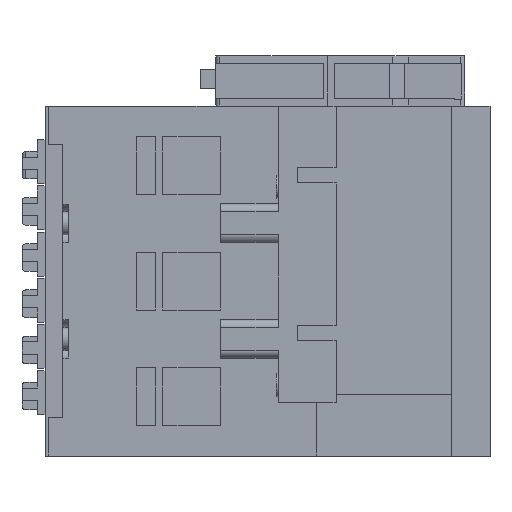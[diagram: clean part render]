
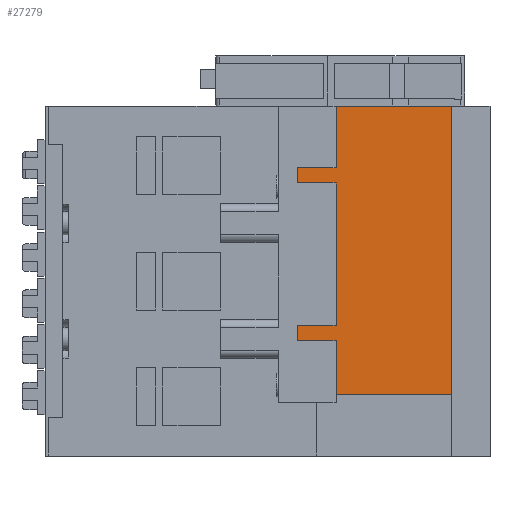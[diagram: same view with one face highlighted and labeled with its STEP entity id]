
A CAD part, front view. The second image highlights one B-rep face of the part: STEP entity #27279.
In plain terms, the highlighted planar face has unit normal (0, -1, 0).
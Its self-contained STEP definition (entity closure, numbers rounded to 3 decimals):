
#319 = EDGE_CURVE ( 'NONE', #29009, #21847, #8332, .T. ) ;
#408 = VECTOR ( 'NONE', #20413, 1000. ) ;
#1665 = ORIENTED_EDGE ( 'NONE', *, *, #1691, .T. ) ;
#1691 = EDGE_CURVE ( 'NONE', #24567, #22134, #17879, .T. ) ;
#1820 = EDGE_CURVE ( 'NONE', #11175, #8581, #5734, .T. ) ;
#2160 = DIRECTION ( 'NONE',  ( -1., 0., 0. ) ) ;
#2515 = DIRECTION ( 'NONE',  ( 0., 0., -1. ) ) ;
#2796 = LINE ( 'NONE', #25881, #10267 ) ;
#3476 = FACE_OUTER_BOUND ( 'NONE', #4428, .T. ) ;
#3831 = EDGE_CURVE ( 'NONE', #29009, #9651, #19899, .T. ) ;
#3951 = ORIENTED_EDGE ( 'NONE', *, *, #6675, .T. ) ;
#4356 = CARTESIAN_POINT ( 'NONE',  ( 14.5, -65., -15.535 ) ) ;
#4428 = EDGE_LOOP ( 'NONE', ( #9740, #24824, #1665, #22865, #4844, #17956, #27208, #3951, #27933, #12380, #22064, #22831 ) ) ;
#4688 = CARTESIAN_POINT ( 'NONE',  ( 4.5, -65., 25.465 ) ) ;
#4844 = ORIENTED_EDGE ( 'NONE', *, *, #18904, .F. ) ;
#4866 = DIRECTION ( 'NONE',  ( -1., 0., 0. ) ) ;
#4925 = DIRECTION ( 'NONE',  ( 0., 0., 1. ) ) ;
#5520 = CARTESIAN_POINT ( 'NONE',  ( 14.5, -65., -31.535 ) ) ;
#5734 = LINE ( 'NONE', #22672, #408 ) ;
#6675 = EDGE_CURVE ( 'NONE', #13285, #21847, #22652, .T. ) ;
#7117 = CARTESIAN_POINT ( 'NONE',  ( 4.5, -65., -15.535 ) ) ;
#7481 = EDGE_CURVE ( 'NONE', #25007, #8581, #19059, .T. ) ;
#7511 = DIRECTION ( 'NONE',  ( 1., 0., 0. ) ) ;
#8003 = VECTOR ( 'NONE', #22195, 1000. ) ;
#8237 = VECTOR ( 'NONE', #8471, 1000. ) ;
#8332 = LINE ( 'NONE', #5520, #21117 ) ;
#8471 = DIRECTION ( 'NONE',  ( 0., 0., 1. ) ) ;
#8512 = VECTOR ( 'NONE', #2160, 1000. ) ;
#8569 = DIRECTION ( 'NONE',  ( 0., 0., -1. ) ) ;
#8581 = VERTEX_POINT ( 'NONE', #4356 ) ;
#9104 = VECTOR ( 'NONE', #7511, 1000. ) ;
#9114 = EDGE_CURVE ( 'NONE', #11151, #27179, #25685, .T. ) ;
#9651 = VERTEX_POINT ( 'NONE', #9790 ) ;
#9664 = CARTESIAN_POINT ( 'NONE',  ( 14.5, -65., 25.465 ) ) ;
#9726 = CARTESIAN_POINT ( 'NONE',  ( 44.5, -65., -29.535 ) ) ;
#9740 = ORIENTED_EDGE ( 'NONE', *, *, #1820, .F. ) ;
#9790 = CARTESIAN_POINT ( 'NONE',  ( 4.5, -65., -11.535 ) ) ;
#10212 = LINE ( 'NONE', #4688, #14839 ) ;
#10267 = VECTOR ( 'NONE', #16477, 1000. ) ;
#10598 = CARTESIAN_POINT ( 'NONE',  ( 44.5, -65., 45.465 ) ) ;
#10902 = CARTESIAN_POINT ( 'NONE',  ( 14.5, -65., 25.465 ) ) ;
#11151 = VERTEX_POINT ( 'NONE', #20399 ) ;
#11175 = VERTEX_POINT ( 'NONE', #20869 ) ;
#11285 = DIRECTION ( 'NONE',  ( 1., 0., 0. ) ) ;
#11699 = CARTESIAN_POINT ( 'NONE',  ( 14.5, -65., -15.535 ) ) ;
#12372 = EDGE_CURVE ( 'NONE', #11175, #24567, #2796, .T. ) ;
#12380 = ORIENTED_EDGE ( 'NONE', *, *, #3831, .T. ) ;
#12733 = VECTOR ( 'NONE', #11285, 1000. ) ;
#13285 = VERTEX_POINT ( 'NONE', #24441 ) ;
#13394 = EDGE_CURVE ( 'NONE', #27179, #13285, #10212, .T. ) ;
#13723 = CARTESIAN_POINT ( 'NONE',  ( 14.5, -65., -11.535 ) ) ;
#14555 = CARTESIAN_POINT ( 'NONE',  ( 4.5, -65., -15.535 ) ) ;
#14839 = VECTOR ( 'NONE', #2515, 1000. ) ;
#15333 = CARTESIAN_POINT ( 'NONE',  ( 44.5, -65., 45.465 ) ) ;
#15722 = CARTESIAN_POINT ( 'NONE',  ( 44.5, -65., -29.535 ) ) ;
#15833 = PLANE ( 'NONE',  #28836 ) ;
#16477 = DIRECTION ( 'NONE',  ( 1., 0., 0. ) ) ;
#16744 = DIRECTION ( 'NONE',  ( 0., 0., -1. ) ) ;
#16786 = VECTOR ( 'NONE', #16744, 1000. ) ;
#17242 = CARTESIAN_POINT ( 'NONE',  ( 4.5, -65., 29.465 ) ) ;
#17879 = LINE ( 'NONE', #24433, #8237 ) ;
#17956 = ORIENTED_EDGE ( 'NONE', *, *, #9114, .T. ) ;
#18780 = CARTESIAN_POINT ( 'NONE',  ( 14.5, -65., 29.465 ) ) ;
#18904 = EDGE_CURVE ( 'NONE', #11151, #25529, #23592, .T. ) ;
#19059 = LINE ( 'NONE', #11699, #9104 ) ;
#19685 = VECTOR ( 'NONE', #4866, 1000. ) ;
#19899 = LINE ( 'NONE', #25053, #8512 ) ;
#20264 = EDGE_CURVE ( 'NONE', #9651, #25007, #22784, .T. ) ;
#20399 = CARTESIAN_POINT ( 'NONE',  ( 14.5, -65., 29.465 ) ) ;
#20413 = DIRECTION ( 'NONE',  ( 0., 0., 1. ) ) ;
#20869 = CARTESIAN_POINT ( 'NONE',  ( 14.5, -65., -29.535 ) ) ;
#21117 = VECTOR ( 'NONE', #4925, 1000. ) ;
#21847 = VERTEX_POINT ( 'NONE', #9664 ) ;
#22064 = ORIENTED_EDGE ( 'NONE', *, *, #20264, .T. ) ;
#22134 = VERTEX_POINT ( 'NONE', #15333 ) ;
#22170 = DIRECTION ( 'NONE',  ( 0., -1., 0. ) ) ;
#22195 = DIRECTION ( 'NONE',  ( 0., 0., 1. ) ) ;
#22578 = VECTOR ( 'NONE', #28530, 1000. ) ;
#22652 = LINE ( 'NONE', #10902, #12733 ) ;
#22672 = CARTESIAN_POINT ( 'NONE',  ( 14.5, -65., -31.535 ) ) ;
#22784 = LINE ( 'NONE', #14555, #16786 ) ;
#22831 = ORIENTED_EDGE ( 'NONE', *, *, #7481, .T. ) ;
#22865 = ORIENTED_EDGE ( 'NONE', *, *, #28223, .F. ) ;
#23038 = CARTESIAN_POINT ( 'NONE',  ( 14.5, -65., 45.465 ) ) ;
#23592 = LINE ( 'NONE', #24161, #8003 ) ;
#24161 = CARTESIAN_POINT ( 'NONE',  ( 14.5, -65., -31.535 ) ) ;
#24433 = CARTESIAN_POINT ( 'NONE',  ( 44.5, -65., -29.535 ) ) ;
#24441 = CARTESIAN_POINT ( 'NONE',  ( 4.5, -65., 25.465 ) ) ;
#24567 = VERTEX_POINT ( 'NONE', #9726 ) ;
#24824 = ORIENTED_EDGE ( 'NONE', *, *, #12372, .T. ) ;
#25007 = VERTEX_POINT ( 'NONE', #7117 ) ;
#25053 = CARTESIAN_POINT ( 'NONE',  ( 14.5, -65., -11.535 ) ) ;
#25529 = VERTEX_POINT ( 'NONE', #23038 ) ;
#25685 = LINE ( 'NONE', #18780, #19685 ) ;
#25881 = CARTESIAN_POINT ( 'NONE',  ( 44.5, -65., -29.535 ) ) ;
#27179 = VERTEX_POINT ( 'NONE', #17242 ) ;
#27201 = LINE ( 'NONE', #10598, #22578 ) ;
#27208 = ORIENTED_EDGE ( 'NONE', *, *, #13394, .T. ) ;
#27279 = ADVANCED_FACE ( 'NONE', ( #3476 ), #15833, .T. ) ;
#27933 = ORIENTED_EDGE ( 'NONE', *, *, #319, .F. ) ;
#28223 = EDGE_CURVE ( 'NONE', #25529, #22134, #27201, .T. ) ;
#28530 = DIRECTION ( 'NONE',  ( 1., 0., 0. ) ) ;
#28836 = AXIS2_PLACEMENT_3D ( 'NONE', #15722, #22170, #8569 ) ;
#29009 = VERTEX_POINT ( 'NONE', #13723 ) ;
